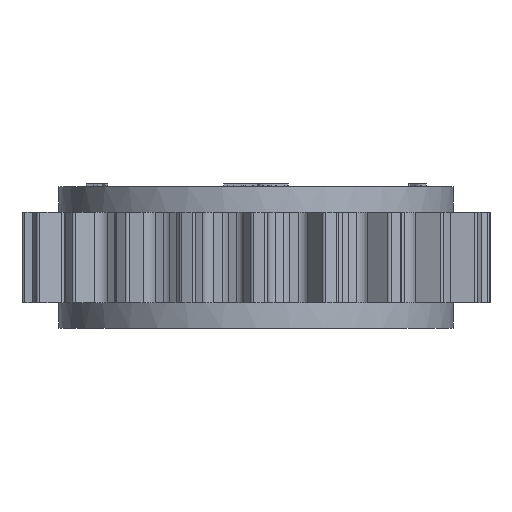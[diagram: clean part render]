
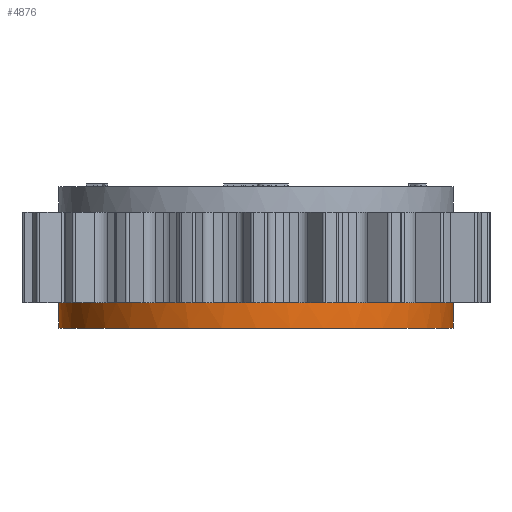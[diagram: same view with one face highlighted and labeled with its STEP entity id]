
A CAD part, front view. The second image highlights one B-rep face of the part: STEP entity #4876.
In plain terms, the highlighted cylindrical face has radius 34.855 mm (diameter 69.709 mm), a partial arc.
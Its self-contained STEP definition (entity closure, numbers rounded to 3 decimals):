
#501 = EDGE_CURVE ( 'NONE', #16508, #20569, #18001, .T. ) ;
#523 = EDGE_CURVE ( 'NONE', #10605, #16508, #3565, .T. ) ;
#1151 = DIRECTION ( 'NONE',  ( 0., 0., -1. ) ) ;
#1156 = ORIENTED_EDGE ( 'NONE', *, *, #12977, .F. ) ;
#1404 = CARTESIAN_POINT ( 'NONE',  ( 0., 0., -8. ) ) ;
#1621 = DIRECTION ( 'NONE',  ( -1., 0., 0. ) ) ;
#1742 = DIRECTION ( 'NONE',  ( -1., 0., 0. ) ) ;
#1755 = DIRECTION ( 'NONE',  ( 1., 0., 0. ) ) ;
#1831 = ORIENTED_EDGE ( 'NONE', *, *, #501, .F. ) ;
#2234 = ORIENTED_EDGE ( 'NONE', *, *, #13383, .F. ) ;
#2533 = DIRECTION ( 'NONE',  ( 0., 0., 1. ) ) ;
#2839 = CARTESIAN_POINT ( 'NONE',  ( 0., 0., 12.5 ) ) ;
#3444 = CARTESIAN_POINT ( 'NONE',  ( 0., 0., -12.5 ) ) ;
#3463 = AXIS2_PLACEMENT_3D ( 'NONE', #3444, #10365, #1755 ) ;
#3475 = AXIS2_PLACEMENT_3D ( 'NONE', #13288, #10007, #16595 ) ;
#3565 = CIRCLE ( 'NONE', #4238, 34.855 ) ;
#3672 = DIRECTION ( 'NONE',  ( 0., 0., 1. ) ) ;
#3748 = LINE ( 'NONE', #15662, #5646 ) ;
#3986 = CARTESIAN_POINT ( 'NONE',  ( 0., 0., -8. ) ) ;
#4204 = DIRECTION ( 'NONE',  ( 0., 0., 1. ) ) ;
#4209 = CIRCLE ( 'NONE', #3475, 34.855 ) ;
#4238 = AXIS2_PLACEMENT_3D ( 'NONE', #18966, #3672, #1742 ) ;
#4323 = CARTESIAN_POINT ( 'NONE',  ( 0., 0., -8. ) ) ;
#4390 = AXIS2_PLACEMENT_3D ( 'NONE', #4323, #7839, #12601 ) ;
#4396 = CARTESIAN_POINT ( 'NONE',  ( 0., 0., -8. ) ) ;
#4423 = CIRCLE ( 'NONE', #14217, 34.855 ) ;
#4543 = EDGE_CURVE ( 'NONE', #16213, #18570, #21502, .T. ) ;
#4876 = ADVANCED_FACE ( 'NONE', ( #13047 ), #6356, .T. ) ;
#4903 = CARTESIAN_POINT ( 'NONE',  ( -34.855, 0., -8. ) ) ;
#4946 = EDGE_CURVE ( 'NONE', #12482, #16044, #3748, .T. ) ;
#5363 = ORIENTED_EDGE ( 'NONE', *, *, #6124, .F. ) ;
#5602 = EDGE_CURVE ( 'NONE', #5746, #16213, #6381, .T. ) ;
#5646 = VECTOR ( 'NONE', #6812, 1000. ) ;
#5746 = VERTEX_POINT ( 'NONE', #6756 ) ;
#6096 = CARTESIAN_POINT ( 'NONE',  ( 0., 0., -8. ) ) ;
#6124 = EDGE_CURVE ( 'NONE', #15520, #10605, #15089, .T. ) ;
#6356 = CYLINDRICAL_SURFACE ( 'NONE', #10356, 34.855 ) ;
#6381 = CIRCLE ( 'NONE', #13997, 34.855 ) ;
#6476 = VERTEX_POINT ( 'NONE', #17101 ) ;
#6536 = DIRECTION ( 'NONE',  ( -1., 0., 0. ) ) ;
#6582 = DIRECTION ( 'NONE',  ( -1., 0., 0. ) ) ;
#6699 = EDGE_CURVE ( 'NONE', #19479, #15520, #19893, .T. ) ;
#6756 = CARTESIAN_POINT ( 'NONE',  ( 34.426, -5.452, -8. ) ) ;
#6812 = DIRECTION ( 'NONE',  ( 0., 0., -1. ) ) ;
#6922 = CARTESIAN_POINT ( 'NONE',  ( 31.056, -15.824, -8. ) ) ;
#7130 = DIRECTION ( 'NONE',  ( 0., 0., 1. ) ) ;
#7498 = EDGE_LOOP ( 'NONE', ( #12697, #14812, #11856, #1831, #8157, #5363, #19434, #1156, #2234, #9838, #11475, #21967, #11595, #17186 ) ) ;
#7839 = DIRECTION ( 'NONE',  ( 0., 0., 1. ) ) ;
#8157 = ORIENTED_EDGE ( 'NONE', *, *, #523, .F. ) ;
#8217 = AXIS2_PLACEMENT_3D ( 'NONE', #12045, #19313, #21124 ) ;
#8258 = AXIS2_PLACEMENT_3D ( 'NONE', #3986, #4204, #9097 ) ;
#8821 = EDGE_CURVE ( 'NONE', #20569, #5746, #14521, .T. ) ;
#9097 = DIRECTION ( 'NONE',  ( -1., 0., 0. ) ) ;
#9456 = DIRECTION ( 'NONE',  ( -1., 0., 0. ) ) ;
#9480 = DIRECTION ( 'NONE',  ( 0., 0., 1. ) ) ;
#9552 = VERTEX_POINT ( 'NONE', #21012 ) ;
#9838 = ORIENTED_EDGE ( 'NONE', *, *, #17790, .F. ) ;
#10007 = DIRECTION ( 'NONE',  ( 0., 0., 1. ) ) ;
#10156 = CARTESIAN_POINT ( 'NONE',  ( 15.824, -31.056, -8. ) ) ;
#10356 = AXIS2_PLACEMENT_3D ( 'NONE', #2839, #1151, #6582 ) ;
#10365 = DIRECTION ( 'NONE',  ( 0., 0., 1. ) ) ;
#10605 = VERTEX_POINT ( 'NONE', #10156 ) ;
#10719 = VECTOR ( 'NONE', #15024, 1000. ) ;
#11029 = CARTESIAN_POINT ( 'NONE',  ( 0., 0., -8. ) ) ;
#11058 = CARTESIAN_POINT ( 'NONE',  ( 0., 0., -8. ) ) ;
#11107 = AXIS2_PLACEMENT_3D ( 'NONE', #11029, #2533, #9456 ) ;
#11475 = ORIENTED_EDGE ( 'NONE', *, *, #19290, .F. ) ;
#11595 = ORIENTED_EDGE ( 'NONE', *, *, #4946, .T. ) ;
#11856 = ORIENTED_EDGE ( 'NONE', *, *, #8821, .F. ) ;
#12045 = CARTESIAN_POINT ( 'NONE',  ( 0., 0., -8. ) ) ;
#12482 = VERTEX_POINT ( 'NONE', #4903 ) ;
#12601 = DIRECTION ( 'NONE',  ( -1., 0., 0. ) ) ;
#12697 = ORIENTED_EDGE ( 'NONE', *, *, #4543, .F. ) ;
#12977 = EDGE_CURVE ( 'NONE', #18222, #19479, #14127, .T. ) ;
#13047 = FACE_OUTER_BOUND ( 'NONE', #7498, .T. ) ;
#13068 = CARTESIAN_POINT ( 'NONE',  ( -34.855, 0., -12.5 ) ) ;
#13132 = CARTESIAN_POINT ( 'NONE',  ( -34.426, -5.452, -8. ) ) ;
#13288 = CARTESIAN_POINT ( 'NONE',  ( 0., 0., -8. ) ) ;
#13383 = EDGE_CURVE ( 'NONE', #9552, #18222, #4423, .T. ) ;
#13940 = CARTESIAN_POINT ( 'NONE',  ( 24.646, -24.646, -8. ) ) ;
#13997 = AXIS2_PLACEMENT_3D ( 'NONE', #4396, #18325, #16629 ) ;
#14043 = DIRECTION ( 'NONE',  ( -1., 0., 0. ) ) ;
#14051 = CIRCLE ( 'NONE', #8258, 34.855 ) ;
#14127 = CIRCLE ( 'NONE', #15585, 34.855 ) ;
#14217 = AXIS2_PLACEMENT_3D ( 'NONE', #11058, #9480, #19785 ) ;
#14521 = CIRCLE ( 'NONE', #4390, 34.855 ) ;
#14713 = DIRECTION ( 'NONE',  ( 0., 0., 1. ) ) ;
#14790 = EDGE_CURVE ( 'NONE', #16044, #18570, #19415, .T. ) ;
#14812 = ORIENTED_EDGE ( 'NONE', *, *, #5602, .F. ) ;
#15024 = DIRECTION ( 'NONE',  ( 0., 0., -1. ) ) ;
#15089 = CIRCLE ( 'NONE', #19811, 34.855 ) ;
#15520 = VERTEX_POINT ( 'NONE', #17990 ) ;
#15585 = AXIS2_PLACEMENT_3D ( 'NONE', #19369, #7130, #14043 ) ;
#15662 = CARTESIAN_POINT ( 'NONE',  ( -34.855, 0., 12.5 ) ) ;
#15902 = CARTESIAN_POINT ( 'NONE',  ( 34.855, 0., -8. ) ) ;
#16044 = VERTEX_POINT ( 'NONE', #13068 ) ;
#16213 = VERTEX_POINT ( 'NONE', #15902 ) ;
#16508 = VERTEX_POINT ( 'NONE', #13940 ) ;
#16515 = CARTESIAN_POINT ( 'NONE',  ( 34.855, 0., 12.5 ) ) ;
#16595 = DIRECTION ( 'NONE',  ( -1., 0., 0. ) ) ;
#16629 = DIRECTION ( 'NONE',  ( -1., 0., 0. ) ) ;
#16891 = EDGE_CURVE ( 'NONE', #12482, #21695, #4209, .T. ) ;
#17101 = CARTESIAN_POINT ( 'NONE',  ( -31.056, -15.824, -8. ) ) ;
#17186 = ORIENTED_EDGE ( 'NONE', *, *, #14790, .T. ) ;
#17790 = EDGE_CURVE ( 'NONE', #6476, #9552, #19794, .T. ) ;
#17990 = CARTESIAN_POINT ( 'NONE',  ( 5.452, -34.426, -8. ) ) ;
#18001 = CIRCLE ( 'NONE', #8217, 34.855 ) ;
#18222 = VERTEX_POINT ( 'NONE', #21416 ) ;
#18325 = DIRECTION ( 'NONE',  ( 0., 0., 1. ) ) ;
#18570 = VERTEX_POINT ( 'NONE', #19904 ) ;
#18966 = CARTESIAN_POINT ( 'NONE',  ( 0., 0., -8. ) ) ;
#19290 = EDGE_CURVE ( 'NONE', #21695, #6476, #14051, .T. ) ;
#19313 = DIRECTION ( 'NONE',  ( 0., 0., 1. ) ) ;
#19369 = CARTESIAN_POINT ( 'NONE',  ( 0., 0., -8. ) ) ;
#19415 = CIRCLE ( 'NONE', #3463, 34.855 ) ;
#19434 = ORIENTED_EDGE ( 'NONE', *, *, #6699, .F. ) ;
#19479 = VERTEX_POINT ( 'NONE', #20627 ) ;
#19785 = DIRECTION ( 'NONE',  ( -1., 0., 0. ) ) ;
#19794 = CIRCLE ( 'NONE', #11107, 34.855 ) ;
#19811 = AXIS2_PLACEMENT_3D ( 'NONE', #1404, #22367, #1621 ) ;
#19893 = CIRCLE ( 'NONE', #22408, 34.855 ) ;
#19904 = CARTESIAN_POINT ( 'NONE',  ( 34.855, 0., -12.5 ) ) ;
#20569 = VERTEX_POINT ( 'NONE', #6922 ) ;
#20627 = CARTESIAN_POINT ( 'NONE',  ( -5.452, -34.426, -8. ) ) ;
#21012 = CARTESIAN_POINT ( 'NONE',  ( -24.646, -24.646, -8. ) ) ;
#21124 = DIRECTION ( 'NONE',  ( -1., 0., 0. ) ) ;
#21416 = CARTESIAN_POINT ( 'NONE',  ( -15.824, -31.056, -8. ) ) ;
#21502 = LINE ( 'NONE', #16515, #10719 ) ;
#21695 = VERTEX_POINT ( 'NONE', #13132 ) ;
#21967 = ORIENTED_EDGE ( 'NONE', *, *, #16891, .F. ) ;
#22367 = DIRECTION ( 'NONE',  ( 0., 0., 1. ) ) ;
#22408 = AXIS2_PLACEMENT_3D ( 'NONE', #6096, #14713, #6536 ) ;
